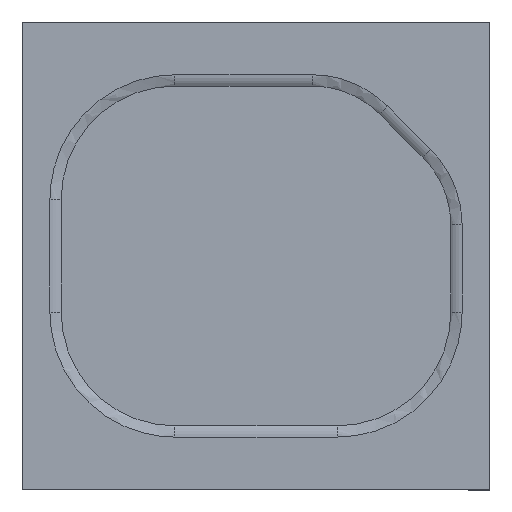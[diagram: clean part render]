
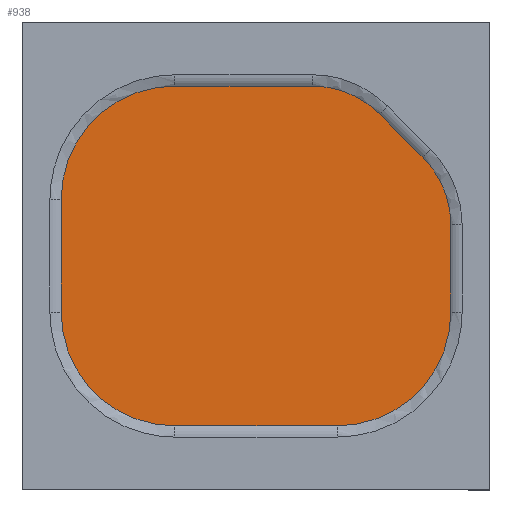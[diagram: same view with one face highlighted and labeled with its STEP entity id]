
A CAD part, top view. The second image highlights one B-rep face of the part: STEP entity #938.
In plain terms, the highlighted planar face has unit normal (0, 0, 1).
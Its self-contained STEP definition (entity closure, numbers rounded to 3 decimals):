
#19 = AXIS2_PLACEMENT_3D ( 'NONE', #305, #790, #217 ) ;
#31 = LINE ( 'NONE', #691, #672 ) ;
#36 = CARTESIAN_POINT ( 'NONE',  ( 1.562, 0.25, 0.673 ) ) ;
#41 = CARTESIAN_POINT ( 'NONE',  ( -0.65, -0.45, 0.673 ) ) ;
#49 = CARTESIAN_POINT ( 'NONE',  ( 0.45, 1.362, 0.673 ) ) ;
#73 = ORIENTED_EDGE ( 'NONE', *, *, #378, .F. ) ;
#74 = DIRECTION ( 'NONE',  ( 0., -1., 0. ) ) ;
#96 = VERTEX_POINT ( 'NONE', #699 ) ;
#99 = EDGE_LOOP ( 'NONE', ( #591, #203, #700, #445, #825, #1021, #979, #725, #73, #101 ) ) ;
#101 = ORIENTED_EDGE ( 'NONE', *, *, #143, .F. ) ;
#108 = DIRECTION ( 'NONE',  ( 0., 1., 0. ) ) ;
#143 = EDGE_CURVE ( 'NONE', #1057, #732, #261, .T. ) ;
#156 = CARTESIAN_POINT ( 'NONE',  ( 0.989, 1.139, 0.673 ) ) ;
#170 = LINE ( 'NONE', #962, #1009 ) ;
#173 = AXIS2_PLACEMENT_3D ( 'NONE', #1055, #495, #74 ) ;
#179 = EDGE_CURVE ( 'NONE', #771, #668, #31, .T. ) ;
#181 = AXIS2_PLACEMENT_3D ( 'NONE', #474, #1036, #555 ) ;
#194 = DIRECTION ( 'NONE',  ( 0., 0., -1. ) ) ;
#200 = EDGE_CURVE ( 'NONE', #658, #620, #855, .T. ) ;
#203 = ORIENTED_EDGE ( 'NONE', *, *, #883, .F. ) ;
#217 = DIRECTION ( 'NONE',  ( 0., -1., 0. ) ) ;
#227 = EDGE_CURVE ( 'NONE', #992, #1057, #304, .T. ) ;
#261 = LINE ( 'NONE', #854, #904 ) ;
#268 = DIRECTION ( 'NONE',  ( 0., -1., 0. ) ) ;
#274 = CIRCLE ( 'NONE', #343, 0.912 ) ;
#279 = DIRECTION ( 'NONE',  ( 0., -1., 0. ) ) ;
#280 = DIRECTION ( 'NONE',  ( 0., -1., 0. ) ) ;
#304 = CIRCLE ( 'NONE', #835, 0.762 ) ;
#305 = CARTESIAN_POINT ( 'NONE',  ( 0.65, -0.45, 0.673 ) ) ;
#324 = CARTESIAN_POINT ( 'NONE',  ( -1.562, -0.45, 0.673 ) ) ;
#337 = VECTOR ( 'NONE', #431, 1000. ) ;
#340 = CARTESIAN_POINT ( 'NONE',  ( 0.65, -1.362, 0.673 ) ) ;
#343 = AXIS2_PLACEMENT_3D ( 'NONE', #41, #566, #280 ) ;
#365 = CARTESIAN_POINT ( 'NONE',  ( 0.8, 0.25, 0.673 ) ) ;
#378 = EDGE_CURVE ( 'NONE', #732, #614, #612, .T. ) ;
#395 = CARTESIAN_POINT ( 'NONE',  ( 1.339, 0.789, 0.673 ) ) ;
#396 = EDGE_CURVE ( 'NONE', #933, #658, #801, .T. ) ;
#416 = PLANE ( 'NONE',  #173 ) ;
#431 = DIRECTION ( 'NONE',  ( -1., 0., 0. ) ) ;
#445 = ORIENTED_EDGE ( 'NONE', *, *, #396, .F. ) ;
#474 = CARTESIAN_POINT ( 'NONE',  ( -0.65, 0.45, 0.673 ) ) ;
#481 = CARTESIAN_POINT ( 'NONE',  ( 1.562, -0.45, 0.673 ) ) ;
#495 = DIRECTION ( 'NONE',  ( 0., 0., 1. ) ) ;
#536 = EDGE_CURVE ( 'NONE', #614, #96, #761, .T. ) ;
#555 = DIRECTION ( 'NONE',  ( 0., -1., 0. ) ) ;
#566 = DIRECTION ( 'NONE',  ( 0., 0., -1. ) ) ;
#591 = ORIENTED_EDGE ( 'NONE', *, *, #227, .F. ) ;
#592 = VECTOR ( 'NONE', #705, 1000. ) ;
#606 = DIRECTION ( 'NONE',  ( 0., -1., 0. ) ) ;
#612 = CIRCLE ( 'NONE', #19, 0.912 ) ;
#614 = VERTEX_POINT ( 'NONE', #340 ) ;
#620 = VERTEX_POINT ( 'NONE', #156 ) ;
#658 = VERTEX_POINT ( 'NONE', #49 ) ;
#668 = VERTEX_POINT ( 'NONE', #941 ) ;
#671 = EDGE_CURVE ( 'NONE', #668, #933, #860, .T. ) ;
#672 = VECTOR ( 'NONE', #108, 1000. ) ;
#691 = CARTESIAN_POINT ( 'NONE',  ( -1.562, 0.45, 0.673 ) ) ;
#699 = CARTESIAN_POINT ( 'NONE',  ( -0.65, -1.362, 0.673 ) ) ;
#700 = ORIENTED_EDGE ( 'NONE', *, *, #200, .F. ) ;
#705 = DIRECTION ( 'NONE',  ( 1., 0., 0. ) ) ;
#725 = ORIENTED_EDGE ( 'NONE', *, *, #536, .F. ) ;
#732 = VERTEX_POINT ( 'NONE', #481 ) ;
#761 = LINE ( 'NONE', #901, #337 ) ;
#763 = CARTESIAN_POINT ( 'NONE',  ( 0.45, 0.6, 0.673 ) ) ;
#771 = VERTEX_POINT ( 'NONE', #324 ) ;
#773 = AXIS2_PLACEMENT_3D ( 'NONE', #763, #194, #606 ) ;
#790 = DIRECTION ( 'NONE',  ( 0., 0., -1. ) ) ;
#801 = LINE ( 'NONE', #1037, #592 ) ;
#825 = ORIENTED_EDGE ( 'NONE', *, *, #671, .F. ) ;
#835 = AXIS2_PLACEMENT_3D ( 'NONE', #365, #843, #268 ) ;
#843 = DIRECTION ( 'NONE',  ( 0., 0., -1. ) ) ;
#854 = CARTESIAN_POINT ( 'NONE',  ( 1.562, -0.45, 0.673 ) ) ;
#855 = CIRCLE ( 'NONE', #773, 0.762 ) ;
#860 = CIRCLE ( 'NONE', #181, 0.912 ) ;
#879 = DIRECTION ( 'NONE',  ( 0.707, -0.707, 0. ) ) ;
#883 = EDGE_CURVE ( 'NONE', #620, #992, #170, .T. ) ;
#884 = CARTESIAN_POINT ( 'NONE',  ( -0.65, 1.362, 0.673 ) ) ;
#901 = CARTESIAN_POINT ( 'NONE',  ( 0.65, -1.362, 0.673 ) ) ;
#904 = VECTOR ( 'NONE', #279, 1000. ) ;
#933 = VERTEX_POINT ( 'NONE', #884 ) ;
#938 = ADVANCED_FACE ( 'NONE', ( #954 ), #416, .T. ) ;
#941 = CARTESIAN_POINT ( 'NONE',  ( -1.562, 0.45, 0.673 ) ) ;
#954 = FACE_OUTER_BOUND ( 'NONE', #99, .T. ) ;
#962 = CARTESIAN_POINT ( 'NONE',  ( 1.339, 0.789, 0.673 ) ) ;
#979 = ORIENTED_EDGE ( 'NONE', *, *, #1014, .F. ) ;
#992 = VERTEX_POINT ( 'NONE', #395 ) ;
#1009 = VECTOR ( 'NONE', #879, 1000. ) ;
#1014 = EDGE_CURVE ( 'NONE', #96, #771, #274, .T. ) ;
#1021 = ORIENTED_EDGE ( 'NONE', *, *, #179, .F. ) ;
#1036 = DIRECTION ( 'NONE',  ( 0., 0., -1. ) ) ;
#1037 = CARTESIAN_POINT ( 'NONE',  ( 0.45, 1.362, 0.673 ) ) ;
#1055 = CARTESIAN_POINT ( 'NONE',  ( -0.65, 0.45, 0.673 ) ) ;
#1057 = VERTEX_POINT ( 'NONE', #36 ) ;
